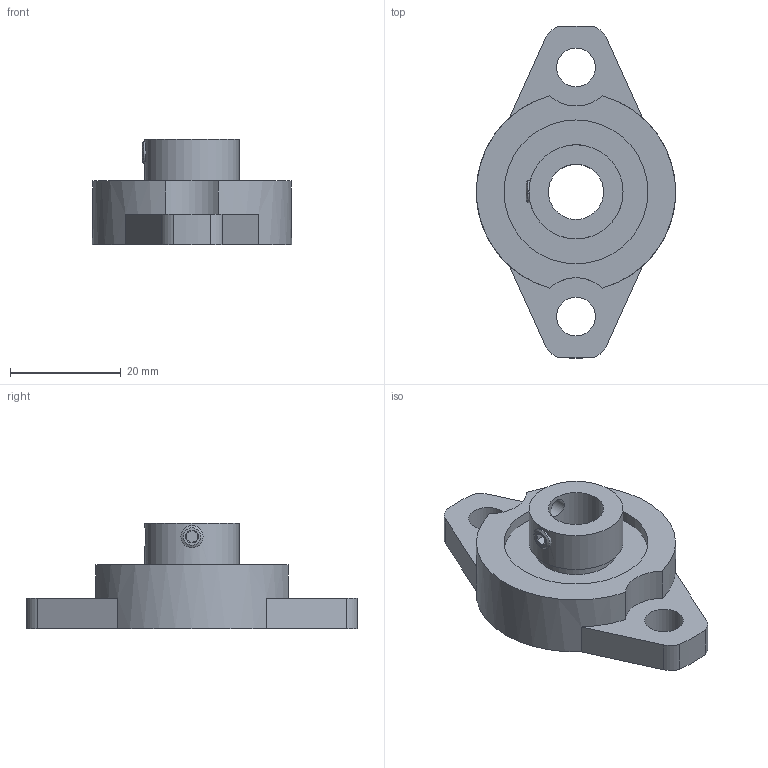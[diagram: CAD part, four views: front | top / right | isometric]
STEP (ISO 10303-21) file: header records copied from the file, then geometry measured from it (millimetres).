
FILE_DESCRIPTION(/* description */ ('STEP AP214'),/* implementation_level */ '2;1');
FILE_NAME(/* name */ 'HBRSX10',/* time_stamp */ '2023-10-02T14:58:10+02:00',/* author */ ('License CC BY-ND 4.0'),/* organization */ ('CADENAS'),/* preprocessor_version */ 'ST-DEVELOPER v19.3',/* originating_system */ 'PARTsolutions',/* authorisation */ ' ');
FILE_SCHEMA (('AUTOMOTIVE_DESIGN {1 0 10303 214 3 1 1}'));
Length unit declared in the file: millimetre
Products named in the file (3): HBRSX10; Hexagon socket set screw with flat point DIN 913 - M4x4; HBRSX10x
Assembly tree (2 placements, depth 2):
  HBRSX10
    Hexagon socket set screw with flat point DIN 913 - M4x4
    HBRSX10x
Bounding box: 36 x 59.96 x 19 mm (x, y, z)
Volume: 12021.5 mm3; surface area: 5828.1 mm2
Topology: 2 solids, 2 shells, 55 faces, 125 edges, 78 vertices
Faces by surface type: plane 24, cylinder 20, cone 10, torus 1
Full cylindrical faces by diameter (mm): 3.242 x1, 3.5 x1, 4 x1, 7 x2, 10 x1, 14.5 x1, 17 x1, 26 x2
Entity records: 1798 total; most frequent: CARTESIAN_POINT 291, DIRECTION 262, ORIENTED_EDGE 206, AXIS2_PLACEMENT_3D 112, EDGE_CURVE 103, EDGE_LOOP 86, FACE_BOUND 86, VERTEX_POINT 73
